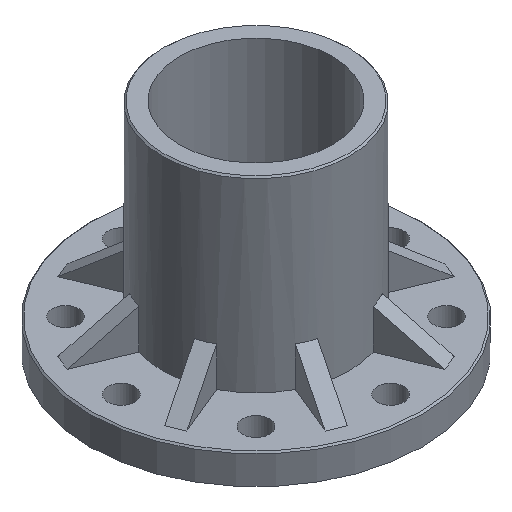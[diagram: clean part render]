
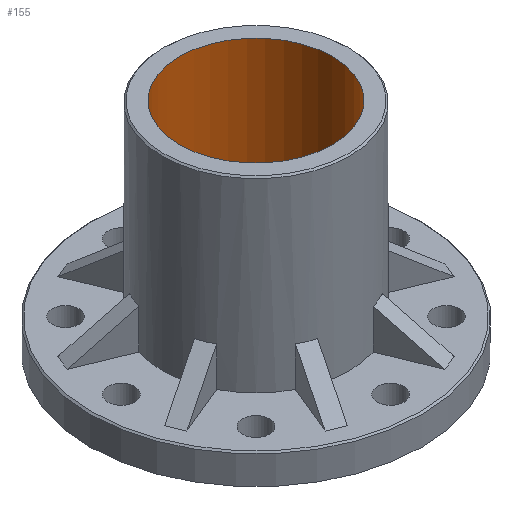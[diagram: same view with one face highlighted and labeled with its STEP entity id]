
A CAD part, isometric view. The second image highlights one B-rep face of the part: STEP entity #155.
In plain terms, the highlighted cylindrical face has radius 51.1 mm (diameter 102.2 mm), a full revolution.
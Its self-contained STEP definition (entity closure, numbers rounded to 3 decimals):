
#155 = ADVANCED_FACE( '', ( #341, #342 ), #343, .F. );
#341 = FACE_OUTER_BOUND( '', #520, .T. );
#342 = FACE_OUTER_BOUND( '', #521, .T. );
#343 = CYLINDRICAL_SURFACE( '', #522, 51.1 );
#520 = EDGE_LOOP( '', ( #895 ) );
#521 = EDGE_LOOP( '', ( #896 ) );
#522 = AXIS2_PLACEMENT_3D( '', #897, #898, #899 );
#895 = ORIENTED_EDGE( '', *, *, #969, .F. );
#896 = ORIENTED_EDGE( '', *, *, #1028, .F. );
#897 = CARTESIAN_POINT( '', ( 0., 0., 22. ) );
#898 = DIRECTION( '', ( 0., 0., -1. ) );
#899 = DIRECTION( '', ( 1., 0., 0. ) );
#969 = EDGE_CURVE( '', #1163, #1163, #1164, .T. );
#1028 = EDGE_CURVE( '', #1245, #1245, #1246, .T. );
#1163 = VERTEX_POINT( '', #1415 );
#1164 = CIRCLE( '', #1416, 51.1 );
#1245 = VERTEX_POINT( '', #1514 );
#1246 = CIRCLE( '', #1515, 51.1 );
#1415 = CARTESIAN_POINT( '', ( -51.1, 0., 147. ) );
#1416 = AXIS2_PLACEMENT_3D( '', #1647, #1648, #1649 );
#1514 = CARTESIAN_POINT( '', ( 51.1, 0., 0. ) );
#1515 = AXIS2_PLACEMENT_3D( '', #1721, #1722, #1723 );
#1647 = CARTESIAN_POINT( '', ( 0., 0., 147. ) );
#1648 = DIRECTION( '', ( 0., 0., -1. ) );
#1649 = DIRECTION( '', ( -1., 0., 0. ) );
#1721 = CARTESIAN_POINT( '', ( 0., 0., 0. ) );
#1722 = DIRECTION( '', ( 0., 0., 1. ) );
#1723 = DIRECTION( '', ( 1., 0., 0. ) );
